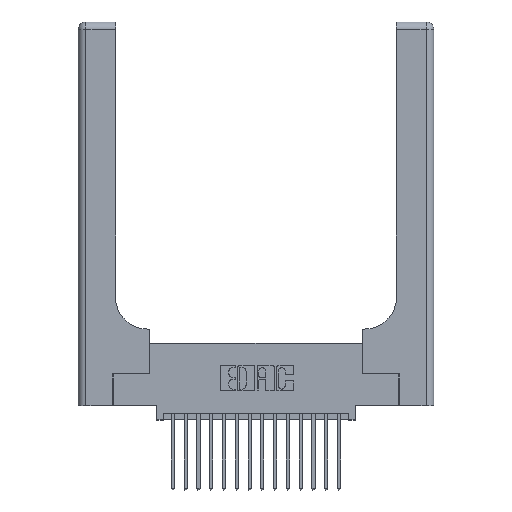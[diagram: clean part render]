
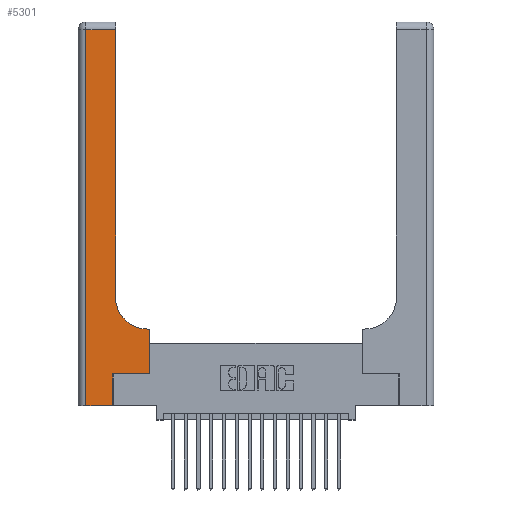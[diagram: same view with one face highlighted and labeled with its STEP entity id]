
A CAD part, top view. The second image highlights one B-rep face of the part: STEP entity #5301.
In plain terms, the highlighted planar face has unit normal (0, 0, 1).
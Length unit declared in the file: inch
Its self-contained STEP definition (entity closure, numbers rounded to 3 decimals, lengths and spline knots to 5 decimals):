
#154 = ORIENTED_EDGE ( 'NONE', *, *, #12090, .T. ) ;
#344 = EDGE_CURVE ( 'NONE', #15714, #18733, #17830, .T. ) ;
#705 = VECTOR ( 'NONE', #4913, 39.37008 ) ;
#819 = CARTESIAN_POINT ( 'NONE',  ( 0.5585, 0.25, 0.37 ) ) ;
#881 = AXIS2_PLACEMENT_3D ( 'NONE', #19453, #6991, #14807 ) ;
#941 = CARTESIAN_POINT ( 'NONE',  ( 0., 0., 0.37 ) ) ;
#1046 = CARTESIAN_POINT ( 'NONE',  ( 0.5585, 0.6, 0.37 ) ) ;
#1939 = LINE ( 'NONE', #13049, #19658 ) ;
#2364 = ORIENTED_EDGE ( 'NONE', *, *, #344, .T. ) ;
#2959 = ORIENTED_EDGE ( 'NONE', *, *, #18661, .T. ) ;
#3176 = VERTEX_POINT ( 'NONE', #6220 ) ;
#3274 = VERTEX_POINT ( 'NONE', #12848 ) ;
#3633 = DIRECTION ( 'NONE',  ( 0., 1., 0. ) ) ;
#3758 = LINE ( 'NONE', #7700, #9538 ) ;
#3922 = ORIENTED_EDGE ( 'NONE', *, *, #7691, .T. ) ;
#3934 = VERTEX_POINT ( 'NONE', #16243 ) ;
#4067 = LINE ( 'NONE', #6528, #9360 ) ;
#4110 = EDGE_CURVE ( 'NONE', #15425, #3274, #9106, .T. ) ;
#4692 = VECTOR ( 'NONE', #15096, 39.37008 ) ;
#4698 = CARTESIAN_POINT ( 'NONE',  ( 0.06, 0., 0.37 ) ) ;
#4775 = VECTOR ( 'NONE', #11867, 39.37008 ) ;
#4913 = DIRECTION ( 'NONE',  ( 0., -1., 0. ) ) ;
#5091 = CARTESIAN_POINT ( 'NONE',  ( 0.2915, 2.94, 0.37 ) ) ;
#5301 = ADVANCED_FACE ( 'NONE', ( #17881 ), #10088, .F. ) ;
#5345 = ORIENTED_EDGE ( 'NONE', *, *, #11119, .T. ) ;
#5622 = CIRCLE ( 'NONE', #7541, 0.25 ) ;
#5654 = EDGE_CURVE ( 'NONE', #12702, #3176, #3758, .T. ) ;
#5786 = CARTESIAN_POINT ( 'NONE',  ( 0.5415, 0.6, 0.37 ) ) ;
#6220 = CARTESIAN_POINT ( 'NONE',  ( 0.06, 2.94, 0.37 ) ) ;
#6528 = CARTESIAN_POINT ( 'NONE',  ( 0.269, 0., 0.37 ) ) ;
#6991 = DIRECTION ( 'NONE',  ( 0., 0., -1. ) ) ;
#7037 = VECTOR ( 'NONE', #19468, 39.37008 ) ;
#7454 = CARTESIAN_POINT ( 'NONE',  ( 0.269, 0.25, 0.37 ) ) ;
#7472 = CARTESIAN_POINT ( 'NONE',  ( 0.2915, 0.6, 0.37 ) ) ;
#7541 = AXIS2_PLACEMENT_3D ( 'NONE', #14203, #16626, #10668 ) ;
#7691 = EDGE_CURVE ( 'NONE', #3176, #8602, #8675, .T. ) ;
#7700 = CARTESIAN_POINT ( 'NONE',  ( 0., 2.94, 0.37 ) ) ;
#7879 = ORIENTED_EDGE ( 'NONE', *, *, #14497, .T. ) ;
#8602 = VERTEX_POINT ( 'NONE', #4698 ) ;
#8675 = LINE ( 'NONE', #9509, #705 ) ;
#8721 = VERTEX_POINT ( 'NONE', #11332 ) ;
#9106 = LINE ( 'NONE', #7454, #4775 ) ;
#9325 = DIRECTION ( 'NONE',  ( -1., 0., 0. ) ) ;
#9360 = VECTOR ( 'NONE', #3633, 39.37008 ) ;
#9509 = CARTESIAN_POINT ( 'NONE',  ( 0.06, 3., 0.37 ) ) ;
#9511 = VECTOR ( 'NONE', #13512, 39.37008 ) ;
#9538 = VECTOR ( 'NONE', #9325, 39.37008 ) ;
#10088 = PLANE ( 'NONE',  #881 ) ;
#10668 = DIRECTION ( 'NONE',  ( 1., 0., 0. ) ) ;
#11119 = EDGE_CURVE ( 'NONE', #3274, #15714, #15130, .T. ) ;
#11332 = CARTESIAN_POINT ( 'NONE',  ( 0.2915, 0.85, 0.37 ) ) ;
#11867 = DIRECTION ( 'NONE',  ( 1., 0., 0. ) ) ;
#12090 = EDGE_CURVE ( 'NONE', #18733, #8721, #5622, .T. ) ;
#12702 = VERTEX_POINT ( 'NONE', #5091 ) ;
#12848 = CARTESIAN_POINT ( 'NONE',  ( 0.5585, 0.25, 0.37 ) ) ;
#12918 = ORIENTED_EDGE ( 'NONE', *, *, #4110, .T. ) ;
#13049 = CARTESIAN_POINT ( 'NONE',  ( 0.2915, 3., 0.37 ) ) ;
#13512 = DIRECTION ( 'NONE',  ( -1., 0., 0. ) ) ;
#13901 = ORIENTED_EDGE ( 'NONE', *, *, #5654, .T. ) ;
#14203 = CARTESIAN_POINT ( 'NONE',  ( 0.5415, 0.85, 0.37 ) ) ;
#14497 = EDGE_CURVE ( 'NONE', #3934, #15425, #4067, .T. ) ;
#14632 = DIRECTION ( 'NONE',  ( 0., 1., 0. ) ) ;
#14807 = DIRECTION ( 'NONE',  ( -1., 0., 0. ) ) ;
#15096 = DIRECTION ( 'NONE',  ( 0., 1., 0. ) ) ;
#15130 = LINE ( 'NONE', #819, #4692 ) ;
#15238 = EDGE_LOOP ( 'NONE', ( #16752, #13901, #3922, #2959, #7879, #12918, #5345, #2364, #154 ) ) ;
#15425 = VERTEX_POINT ( 'NONE', #19971 ) ;
#15714 = VERTEX_POINT ( 'NONE', #1046 ) ;
#16243 = CARTESIAN_POINT ( 'NONE',  ( 0.269, 0., 0.37 ) ) ;
#16466 = EDGE_CURVE ( 'NONE', #8721, #12702, #1939, .T. ) ;
#16626 = DIRECTION ( 'NONE',  ( 0., 0., -1. ) ) ;
#16752 = ORIENTED_EDGE ( 'NONE', *, *, #16466, .T. ) ;
#17830 = LINE ( 'NONE', #7472, #9511 ) ;
#17881 = FACE_OUTER_BOUND ( 'NONE', #15238, .T. ) ;
#18661 = EDGE_CURVE ( 'NONE', #8602, #3934, #19224, .T. ) ;
#18733 = VERTEX_POINT ( 'NONE', #5786 ) ;
#19224 = LINE ( 'NONE', #941, #7037 ) ;
#19453 = CARTESIAN_POINT ( 'NONE',  ( 0., 3., 0.37 ) ) ;
#19468 = DIRECTION ( 'NONE',  ( 1., 0., 0. ) ) ;
#19658 = VECTOR ( 'NONE', #14632, 39.37008 ) ;
#19971 = CARTESIAN_POINT ( 'NONE',  ( 0.269, 0.25, 0.37 ) ) ;
